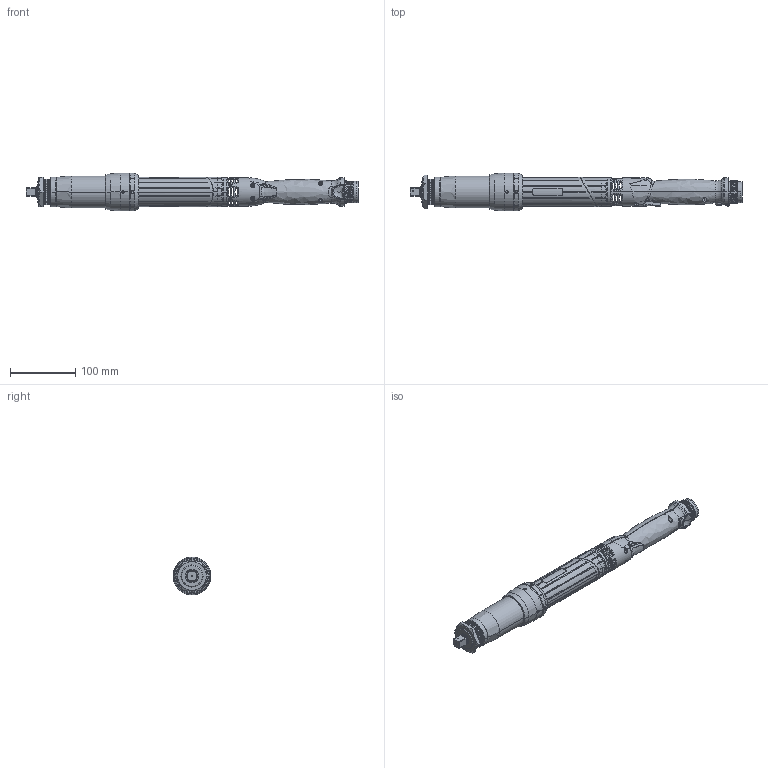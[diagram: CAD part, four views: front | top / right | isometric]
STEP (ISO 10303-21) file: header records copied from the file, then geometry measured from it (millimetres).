
FILE_DESCRIPTION((''),'2;1');
FILE_NAME('6151656180_EID75-800','2014-08-25T',('greextsd'),(''),'PRO/ENGINEER BY PARAMETRIC TECHNOLOGY CORPORATION, 2013410','PRO/ENGINEER BY PARAMETRIC TECHNOLOGY CORPORATION, 2013410','');
FILE_SCHEMA(('CONFIG_CONTROL_DESIGN'));
Products named in the file (1): 6151656180_EID75-800
Bounding box: 510.6 x 58 x 58 mm (x, y, z)
Volume: 217848.2 mm3; surface area: 169938.2 mm2
Topology: 7 solids, 7 shells, 1943 faces, 5276 edges, 3364 vertices
Faces by surface type: cylinder 597, plane 534, cone 363, bspline 286, torus 81, extrusion 81, sphere 1
Entity records: 103278 total; most frequent: CARTESIAN_POINT 58327, ORIENTED_EDGE 10518, DIRECTION 7761, EDGE_CURVE 5259, VERTEX_POINT 3363, AXIS2_PLACEMENT_3D 2968, B_SPLINE_CURVE_WITH_KNOTS 2204, EDGE_LOOP 2058
